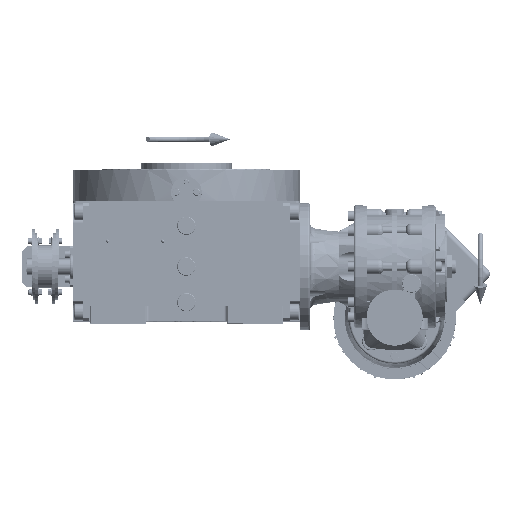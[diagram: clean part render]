
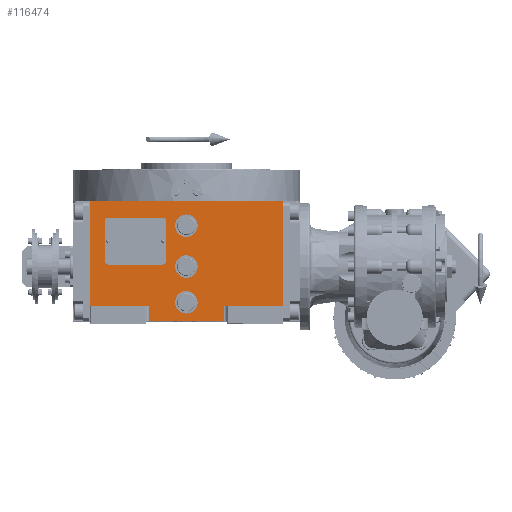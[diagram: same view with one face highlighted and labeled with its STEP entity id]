
A CAD part, top view. The second image highlights one B-rep face of the part: STEP entity #116474.
In plain terms, the highlighted planar face has unit normal (0, 0, 1).
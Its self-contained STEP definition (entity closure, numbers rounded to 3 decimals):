
#2158 = LINE ( 'NONE', #3037, #96546 ) ;
#3037 = CARTESIAN_POINT ( 'NONE',  ( -94.5, 64.5, 163.5 ) ) ;
#6960 = DIRECTION ( 'NONE',  ( 1., 0., 0. ) ) ;
#7744 = VERTEX_POINT ( 'NONE', #142788 ) ;
#8867 = CARTESIAN_POINT ( 'NONE',  ( 0., -35., 163.5 ) ) ;
#9604 = EDGE_CURVE ( 'NONE', #129424, #19393, #165158, .T. ) ;
#10814 = VECTOR ( 'NONE', #95317, 1000. ) ;
#11778 = CIRCLE ( 'NONE', #173989, 11. ) ;
#11906 = CARTESIAN_POINT ( 'NONE',  ( 37., -38.5, 163.5 ) ) ;
#13604 = EDGE_LOOP ( 'NONE', ( #75135, #57701 ) ) ;
#13884 = DIRECTION ( 'NONE',  ( 0., 0., 1. ) ) ;
#14617 = AXIS2_PLACEMENT_3D ( 'NONE', #108775, #38076, #146951 ) ;
#14768 = CARTESIAN_POINT ( 'NONE',  ( 0., 0., 163.5 ) ) ;
#15161 = VERTEX_POINT ( 'NONE', #53470 ) ;
#17002 = ORIENTED_EDGE ( 'NONE', *, *, #173894, .F. ) ;
#18746 = CARTESIAN_POINT ( 'NONE',  ( -94.5, -38.5, 163.5 ) ) ;
#19393 = VERTEX_POINT ( 'NONE', #64884 ) ;
#22060 = DIRECTION ( 'NONE',  ( 0., 1., 0. ) ) ;
#23247 = EDGE_CURVE ( 'NONE', #93999, #32079, #61941, .T. ) ;
#24193 = FACE_BOUND ( 'NONE', #13604, .T. ) ;
#24724 = VECTOR ( 'NONE', #103075, 1000. ) ;
#25386 = CARTESIAN_POINT ( 'NONE',  ( 11., 0., 163.5 ) ) ;
#26039 = CARTESIAN_POINT ( 'NONE',  ( 94.5, -38.5, 163.5 ) ) ;
#27368 = EDGE_CURVE ( 'NONE', #129424, #7744, #82576, .T. ) ;
#28463 = VERTEX_POINT ( 'NONE', #64537 ) ;
#30269 = DIRECTION ( 'NONE',  ( 1., 0., 0. ) ) ;
#30436 = VECTOR ( 'NONE', #6960, 1000. ) ;
#32079 = VERTEX_POINT ( 'NONE', #144126 ) ;
#32102 = CIRCLE ( 'NONE', #58095, 11. ) ;
#33781 = DIRECTION ( 'NONE',  ( 0., 1., 0. ) ) ;
#35033 = CARTESIAN_POINT ( 'NONE',  ( 0., 0., 163.5 ) ) ;
#35728 = AXIS2_PLACEMENT_3D ( 'NONE', #35033, #156599, #131144 ) ;
#37456 = DIRECTION ( 'NONE',  ( 0., 0., 1. ) ) ;
#38076 = DIRECTION ( 'NONE',  ( 0., 0., 1. ) ) ;
#39581 = PLANE ( 'NONE',  #93631 ) ;
#40579 = ORIENTED_EDGE ( 'NONE', *, *, #50989, .T. ) ;
#41167 = VERTEX_POINT ( 'NONE', #124242 ) ;
#44015 = EDGE_LOOP ( 'NONE', ( #154194, #17002 ) ) ;
#49654 = DIRECTION ( 'NONE',  ( 0., 1., 0. ) ) ;
#50416 = EDGE_CURVE ( 'NONE', #130405, #98972, #77215, .T. ) ;
#50989 = EDGE_CURVE ( 'NONE', #19393, #28463, #64119, .T. ) ;
#51481 = CARTESIAN_POINT ( 'NONE',  ( -11., 0., 163.5 ) ) ;
#53470 = CARTESIAN_POINT ( 'NONE',  ( 11., 40., 163.5 ) ) ;
#56381 = VECTOR ( 'NONE', #97972, 1000. ) ;
#57611 = ORIENTED_EDGE ( 'NONE', *, *, #86012, .T. ) ;
#57701 = ORIENTED_EDGE ( 'NONE', *, *, #149834, .F. ) ;
#58095 = AXIS2_PLACEMENT_3D ( 'NONE', #66828, #177510, #134889 ) ;
#61941 = LINE ( 'NONE', #89187, #64100 ) ;
#62238 = AXIS2_PLACEMENT_3D ( 'NONE', #14768, #13884, #69169 ) ;
#62429 = CIRCLE ( 'NONE', #163859, 11. ) ;
#64100 = VECTOR ( 'NONE', #22060, 1000. ) ;
#64119 = LINE ( 'NONE', #26039, #141141 ) ;
#64537 = CARTESIAN_POINT ( 'NONE',  ( 94.5, 64.5, 163.5 ) ) ;
#64884 = CARTESIAN_POINT ( 'NONE',  ( 94.5, -38.5, 163.5 ) ) ;
#66828 = CARTESIAN_POINT ( 'NONE',  ( 0., 40., 163.5 ) ) ;
#69169 = DIRECTION ( 'NONE',  ( -1., 0., 0. ) ) ;
#75135 = ORIENTED_EDGE ( 'NONE', *, *, #157694, .F. ) ;
#77215 = LINE ( 'NONE', #118924, #109141 ) ;
#78434 = CARTESIAN_POINT ( 'NONE',  ( -94.5, 64.5, 163.5 ) ) ;
#78569 = FACE_OUTER_BOUND ( 'NONE', #121171, .T. ) ;
#79470 = CARTESIAN_POINT ( 'NONE',  ( -94.5, -53.5, 163.5 ) ) ;
#82446 = EDGE_CURVE ( 'NONE', #98972, #28463, #2158, .T. ) ;
#82576 = LINE ( 'NONE', #150650, #10814 ) ;
#83191 = VERTEX_POINT ( 'NONE', #25386 ) ;
#83251 = EDGE_LOOP ( 'NONE', ( #177836, #91195 ) ) ;
#83409 = LINE ( 'NONE', #18746, #30436 ) ;
#84631 = CARTESIAN_POINT ( 'NONE',  ( -94.5, -38.5, 163.5 ) ) ;
#85942 = EDGE_CURVE ( 'NONE', #130405, #32079, #83409, .T. ) ;
#86012 = EDGE_CURVE ( 'NONE', #93999, #7744, #169323, .T. ) ;
#89187 = CARTESIAN_POINT ( 'NONE',  ( -37., -53.5, 163.5 ) ) ;
#91195 = ORIENTED_EDGE ( 'NONE', *, *, #157671, .F. ) ;
#91853 = DIRECTION ( 'NONE',  ( -1., 0., 0. ) ) ;
#93631 = AXIS2_PLACEMENT_3D ( 'NONE', #79470, #162089, #176576 ) ;
#93999 = VERTEX_POINT ( 'NONE', #150309 ) ;
#95317 = DIRECTION ( 'NONE',  ( 0., -1., 0. ) ) ;
#95380 = EDGE_CURVE ( 'NONE', #83191, #98602, #105226, .T. ) ;
#96546 = VECTOR ( 'NONE', #30269, 1000. ) ;
#97972 = DIRECTION ( 'NONE',  ( 1., 0., 0. ) ) ;
#98602 = VERTEX_POINT ( 'NONE', #51481 ) ;
#98972 = VERTEX_POINT ( 'NONE', #78434 ) ;
#100375 = CARTESIAN_POINT ( 'NONE',  ( -37., -53.5, 163.5 ) ) ;
#101826 = CARTESIAN_POINT ( 'NONE',  ( -11., -35., 163.5 ) ) ;
#103075 = DIRECTION ( 'NONE',  ( 1., 0., 0. ) ) ;
#105226 = CIRCLE ( 'NONE', #35728, 11. ) ;
#107047 = CARTESIAN_POINT ( 'NONE',  ( -11., 40., 163.5 ) ) ;
#107657 = DIRECTION ( 'NONE',  ( 0., 0., 1. ) ) ;
#108484 = FACE_BOUND ( 'NONE', #44015, .T. ) ;
#108775 = CARTESIAN_POINT ( 'NONE',  ( 0., -35., 163.5 ) ) ;
#109141 = VECTOR ( 'NONE', #33781, 1000. ) ;
#115755 = CARTESIAN_POINT ( 'NONE',  ( 37., -38.5, 163.5 ) ) ;
#116474 = ADVANCED_FACE ( 'NONE', ( #108484, #150226, #24193, #78569 ), #39581, .T. ) ;
#118924 = CARTESIAN_POINT ( 'NONE',  ( -94.5, -38.5, 163.5 ) ) ;
#119216 = ORIENTED_EDGE ( 'NONE', *, *, #85942, .T. ) ;
#121171 = EDGE_LOOP ( 'NONE', ( #57611, #158537, #125274, #40579, #130158, #178236, #119216, #161189 ) ) ;
#123052 = CIRCLE ( 'NONE', #62238, 11. ) ;
#124242 = CARTESIAN_POINT ( 'NONE',  ( 11., -35., 163.5 ) ) ;
#125274 = ORIENTED_EDGE ( 'NONE', *, *, #9604, .T. ) ;
#129424 = VERTEX_POINT ( 'NONE', #115755 ) ;
#130158 = ORIENTED_EDGE ( 'NONE', *, *, #82446, .F. ) ;
#130405 = VERTEX_POINT ( 'NONE', #84631 ) ;
#131144 = DIRECTION ( 'NONE',  ( 1., 0., 0. ) ) ;
#133026 = VERTEX_POINT ( 'NONE', #107047 ) ;
#134889 = DIRECTION ( 'NONE',  ( 1., 0., 0. ) ) ;
#141141 = VECTOR ( 'NONE', #49654, 1000. ) ;
#142788 = CARTESIAN_POINT ( 'NONE',  ( 37., -53.5, 163.5 ) ) ;
#144126 = CARTESIAN_POINT ( 'NONE',  ( -37., -38.5, 163.5 ) ) ;
#146951 = DIRECTION ( 'NONE',  ( 1., 0., 0. ) ) ;
#149834 = EDGE_CURVE ( 'NONE', #133026, #15161, #62429, .T. ) ;
#150226 = FACE_BOUND ( 'NONE', #83251, .T. ) ;
#150309 = CARTESIAN_POINT ( 'NONE',  ( -37., -53.5, 163.5 ) ) ;
#150650 = CARTESIAN_POINT ( 'NONE',  ( 37., -38.5, 163.5 ) ) ;
#153529 = CIRCLE ( 'NONE', #14617, 11. ) ;
#154194 = ORIENTED_EDGE ( 'NONE', *, *, #95380, .F. ) ;
#156599 = DIRECTION ( 'NONE',  ( 0., 0., 1. ) ) ;
#157271 = EDGE_CURVE ( 'NONE', #41167, #177530, #153529, .T. ) ;
#157671 = EDGE_CURVE ( 'NONE', #177530, #41167, #11778, .T. ) ;
#157694 = EDGE_CURVE ( 'NONE', #15161, #133026, #32102, .T. ) ;
#158537 = ORIENTED_EDGE ( 'NONE', *, *, #27368, .F. ) ;
#161189 = ORIENTED_EDGE ( 'NONE', *, *, #23247, .F. ) ;
#162089 = DIRECTION ( 'NONE',  ( 0., 0., 1. ) ) ;
#162146 = DIRECTION ( 'NONE',  ( -1., 0., 0. ) ) ;
#163859 = AXIS2_PLACEMENT_3D ( 'NONE', #177097, #37456, #91853 ) ;
#165158 = LINE ( 'NONE', #11906, #56381 ) ;
#169323 = LINE ( 'NONE', #100375, #24724 ) ;
#173894 = EDGE_CURVE ( 'NONE', #98602, #83191, #123052, .T. ) ;
#173989 = AXIS2_PLACEMENT_3D ( 'NONE', #8867, #107657, #162146 ) ;
#176576 = DIRECTION ( 'NONE',  ( 1., 0., 0. ) ) ;
#177097 = CARTESIAN_POINT ( 'NONE',  ( 0., 40., 163.5 ) ) ;
#177510 = DIRECTION ( 'NONE',  ( 0., 0., 1. ) ) ;
#177530 = VERTEX_POINT ( 'NONE', #101826 ) ;
#177836 = ORIENTED_EDGE ( 'NONE', *, *, #157271, .F. ) ;
#178236 = ORIENTED_EDGE ( 'NONE', *, *, #50416, .F. ) ;
